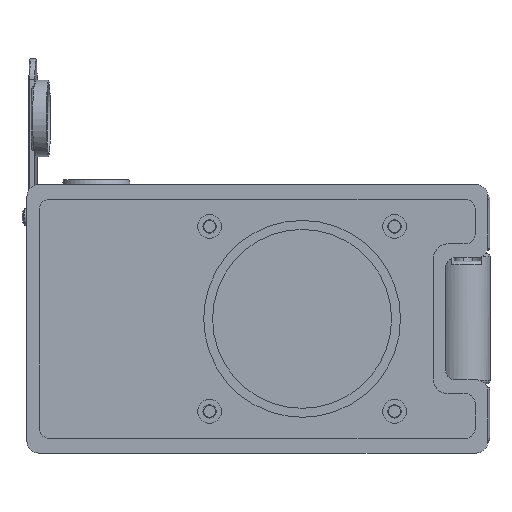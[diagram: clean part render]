
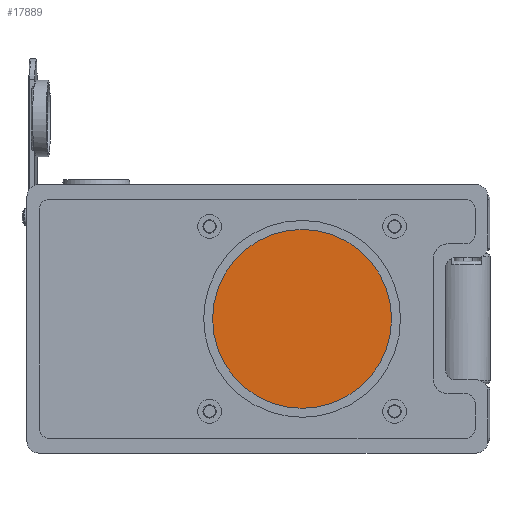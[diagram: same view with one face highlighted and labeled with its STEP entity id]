
A CAD part, left-side view. The second image highlights one B-rep face of the part: STEP entity #17889.
In plain terms, the highlighted face is planar.
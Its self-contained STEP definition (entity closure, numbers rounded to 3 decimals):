
#840 = VERTEX_POINT ( 'NONE', #17766 ) ;
#1385 = AXIS2_PLACEMENT_3D ( 'NONE', #24814, #9753, #27345 ) ;
#2276 = PLANE ( 'NONE',  #24185 ) ;
#4687 = CIRCLE ( 'NONE', #25614, 33.75 ) ;
#4794 = DIRECTION ( 'NONE',  ( 0., 0., 1. ) ) ;
#4990 = EDGE_LOOP ( 'NONE', ( #31486, #6453 ) ) ;
#5638 = CARTESIAN_POINT ( 'NONE',  ( 0., 4., 0. ) ) ;
#6453 = ORIENTED_EDGE ( 'NONE', *, *, #22544, .T. ) ;
#7297 = CARTESIAN_POINT ( 'NONE',  ( 0., 4., 33.75 ) ) ;
#8120 = DIRECTION ( 'NONE',  ( 0., 0., 1. ) ) ;
#9753 = DIRECTION ( 'NONE',  ( 0., 1., 0. ) ) ;
#12276 = EDGE_CURVE ( 'NONE', #840, #23324, #15507, .T. ) ;
#15507 = CIRCLE ( 'NONE', #1385, 33.75 ) ;
#17731 = FACE_OUTER_BOUND ( 'NONE', #4990, .T. ) ;
#17766 = CARTESIAN_POINT ( 'NONE',  ( 0., 4., -33.75 ) ) ;
#17889 = ADVANCED_FACE ( 'NONE', ( #17731 ), #2276, .T. ) ;
#19812 = DIRECTION ( 'NONE',  ( 0., 1., 0. ) ) ;
#22544 = EDGE_CURVE ( 'NONE', #23324, #840, #4687, .T. ) ;
#23168 = DIRECTION ( 'NONE',  ( 0., 1., 0. ) ) ;
#23324 = VERTEX_POINT ( 'NONE', #7297 ) ;
#24185 = AXIS2_PLACEMENT_3D ( 'NONE', #29833, #19812, #4794 ) ;
#24814 = CARTESIAN_POINT ( 'NONE',  ( 0., 4., 0. ) ) ;
#25614 = AXIS2_PLACEMENT_3D ( 'NONE', #5638, #23168, #8120 ) ;
#27345 = DIRECTION ( 'NONE',  ( 0., 0., 1. ) ) ;
#29833 = CARTESIAN_POINT ( 'NONE',  ( 0., 4., 0. ) ) ;
#31486 = ORIENTED_EDGE ( 'NONE', *, *, #12276, .T. ) ;
